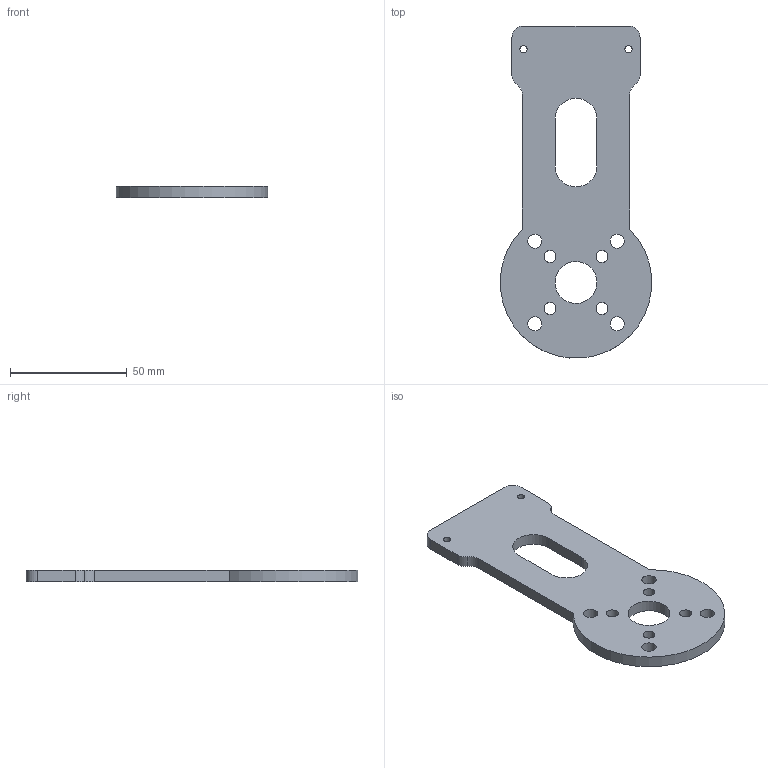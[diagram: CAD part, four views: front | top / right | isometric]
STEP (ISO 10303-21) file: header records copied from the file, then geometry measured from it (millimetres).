
FILE_DESCRIPTION(/* description */ (''),/* implementation_level */ '2;1');
FILE_NAME(/* name */ 'Part_Type_2_Black.stp',/* time_stamp */ '2022-09-08T12:57:58+01:00',/* author */ ('romanp'),/* organization */ (''),/* preprocessor_version */ 'ST-DEVELOPER v19',/* originating_system */ 'Autodesk Inventor 2023',/* authorisation */ '');
FILE_SCHEMA (('AUTOMOTIVE_DESIGN { 1 0 10303 214 3 1 1 }'));
Length unit declared in the file: millimetre
Products named in the file (1): Part2_Camera
Bounding box: 64.77 x 142.38 x 5 mm (x, y, z)
Volume: 30797.6 mm3; surface area: 15789.4 mm2
Topology: 1 solids, 1 shells, 29 faces, 81 edges, 54 vertices
Faces by surface type: cylinder 20, plane 9
Full cylindrical faces by diameter (mm): 3.1 x2, 5.1 x4, 6.1 x4, 18 x1
Entity records: 1046 total; most frequent: DIRECTION 181, CARTESIAN_POINT 165, ORIENTED_EDGE 162, EDGE_CURVE 81, AXIS2_PLACEMENT_3D 70, VERTEX_POINT 54, EDGE_LOOP 53, LINE 41
